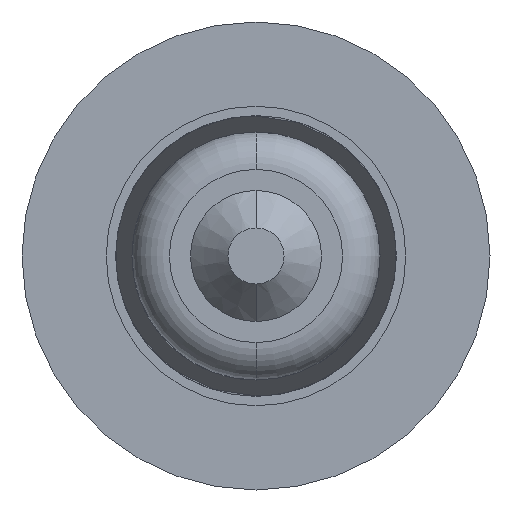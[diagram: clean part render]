
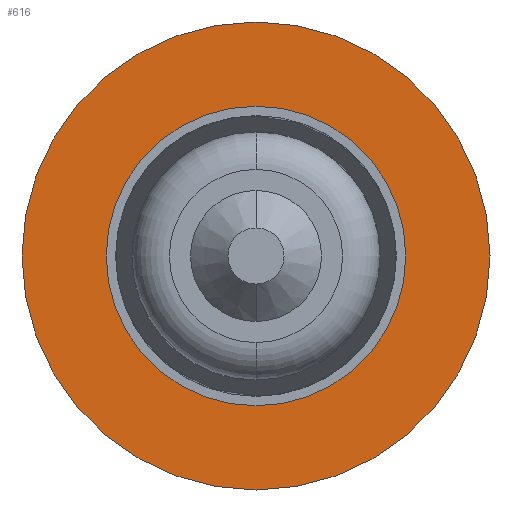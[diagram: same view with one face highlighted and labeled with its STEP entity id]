
A CAD part, front view. The second image highlights one B-rep face of the part: STEP entity #616.
In plain terms, the highlighted planar face has unit normal (0, -1, 0).
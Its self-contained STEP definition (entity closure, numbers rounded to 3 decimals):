
#15 = CIRCLE ( 'NONE', #651, 0.9 ) ;
#40 = VERTEX_POINT ( 'NONE', #1042 ) ;
#79 = PLANE ( 'NONE',  #881 ) ;
#148 = DIRECTION ( 'NONE',  ( 0., 0., 1. ) ) ;
#173 = CARTESIAN_POINT ( 'NONE',  ( 0., 13.939, 0. ) ) ;
#188 = EDGE_CURVE ( 'Defeature ausgef�hrt1_0+Defeature ausgef�hrt1_20+Defeature ausgef�hrt1_20+Defeature ausgef�hrt1_20', #982, #636, #430, .T. ) ;
#189 = CARTESIAN_POINT ( 'NONE',  ( 0., 13.939, 0.9 ) ) ;
#193 = VERTEX_POINT ( 'NONE', #645 ) ;
#227 = CARTESIAN_POINT ( 'NONE',  ( 0., 13.939, 0. ) ) ;
#233 = DIRECTION ( 'NONE',  ( 0., 0., 1. ) ) ;
#238 = CARTESIAN_POINT ( 'NONE',  ( 0., 13.939, 0. ) ) ;
#312 = EDGE_CURVE ( 'Defeature ausgef�hrt1_18+Defeature ausgef�hrt1_20+Defeature ausgef�hrt1_20+Defeature ausgef�hrt1_20', #193, #40, #1129, .T. ) ;
#393 = DIRECTION ( 'NONE',  ( 0., -1., 0. ) ) ;
#398 = DIRECTION ( 'NONE',  ( 0., 1., 0. ) ) ;
#430 = CIRCLE ( 'NONE', #972, 0.9 ) ;
#479 = ORIENTED_EDGE ( 'NONE', *, *, #312, .F. ) ;
#500 = CIRCLE ( 'NONE', #690, 2.5 ) ;
#595 = ORIENTED_EDGE ( 'NONE', *, *, #888, .F. ) ;
#616 = ADVANCED_FACE ( 'Defeature ausgef�hrt1_20', ( #996, #739 ), #79, .F. ) ;
#633 = CARTESIAN_POINT ( 'NONE',  ( 0., 13.939, 0. ) ) ;
#636 = VERTEX_POINT ( 'NONE', #189 ) ;
#645 = CARTESIAN_POINT ( 'NONE',  ( 0., 13.939, -2.5 ) ) ;
#646 = CARTESIAN_POINT ( 'NONE',  ( 0., 13.939, 0. ) ) ;
#651 = AXIS2_PLACEMENT_3D ( 'NONE', #646, #393, #925 ) ;
#665 = ORIENTED_EDGE ( 'NONE', *, *, #834, .F. ) ;
#682 = DIRECTION ( 'NONE',  ( 0., 1., 0. ) ) ;
#690 = AXIS2_PLACEMENT_3D ( 'NONE', #227, #398, #1108 ) ;
#738 = EDGE_LOOP ( 'NONE', ( #479, #595 ) ) ;
#739 = FACE_OUTER_BOUND ( 'NONE', #738, .T. ) ;
#753 = DIRECTION ( 'NONE',  ( 0., 1., 0. ) ) ;
#834 = EDGE_CURVE ( 'Defeature ausgef�hrt1_0+Defeature ausgef�hrt1_20+Defeature ausgef�hrt1_20+Defeature ausgef�hrt1_20', #636, #982, #15, .T. ) ;
#874 = EDGE_LOOP ( 'NONE', ( #1101, #665 ) ) ;
#881 = AXIS2_PLACEMENT_3D ( 'NONE', #173, #682, #974 ) ;
#888 = EDGE_CURVE ( 'Defeature ausgef�hrt1_18+Defeature ausgef�hrt1_20+Defeature ausgef�hrt1_20+Defeature ausgef�hrt1_20', #40, #193, #500, .T. ) ;
#925 = DIRECTION ( 'NONE',  ( 0., 0., 1. ) ) ;
#972 = AXIS2_PLACEMENT_3D ( 'NONE', #633, #1106, #148 ) ;
#974 = DIRECTION ( 'NONE',  ( 0., 0., 1. ) ) ;
#982 = VERTEX_POINT ( 'NONE', #984 ) ;
#984 = CARTESIAN_POINT ( 'NONE',  ( 0., 13.939, -0.9 ) ) ;
#996 = FACE_BOUND ( 'NONE', #874, .T. ) ;
#1042 = CARTESIAN_POINT ( 'NONE',  ( 0., 13.939, 2.5 ) ) ;
#1101 = ORIENTED_EDGE ( 'NONE', *, *, #188, .F. ) ;
#1106 = DIRECTION ( 'NONE',  ( 0., -1., 0. ) ) ;
#1108 = DIRECTION ( 'NONE',  ( 0., 0., 1. ) ) ;
#1129 = CIRCLE ( 'NONE', #1149, 2.5 ) ;
#1149 = AXIS2_PLACEMENT_3D ( 'NONE', #238, #753, #233 ) ;
